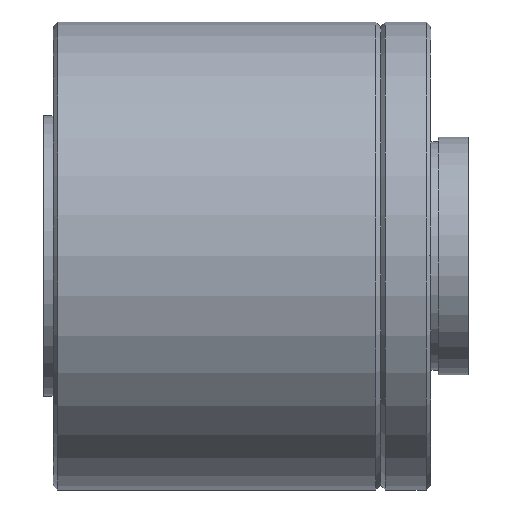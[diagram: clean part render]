
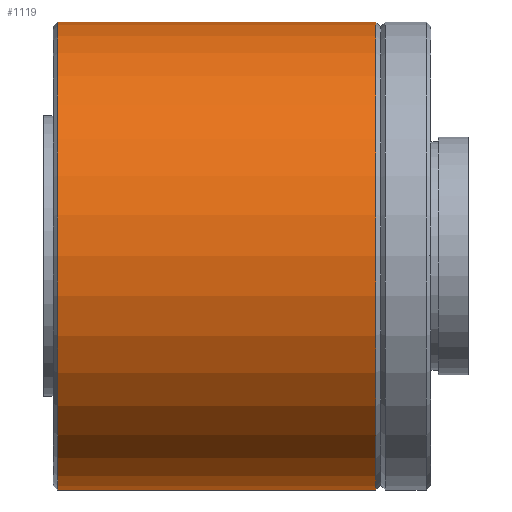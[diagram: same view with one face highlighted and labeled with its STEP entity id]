
A CAD part, top view. The second image highlights one B-rep face of the part: STEP entity #1119.
In plain terms, the highlighted cylindrical face has radius 25 mm (diameter 50 mm), a partial arc.
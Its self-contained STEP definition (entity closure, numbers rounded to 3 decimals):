
#1054 = VERTEX_POINT ( 'NONE', #3065 ) ;
#1057 = VERTEX_POINT ( 'NONE', #3066 ) ;
#1059 = VERTEX_POINT ( 'NONE', #3140 ) ;
#1062 = VERTEX_POINT ( 'NONE', #3199 ) ;
#1100 = EDGE_CURVE ( 'NONE', #1062, #1054, #3159, .T. ) ;
#1119 = ADVANCED_FACE ( 'NONE', ( #3113 ), #3112, .T. ) ;
#1120 = EDGE_LOOP ( 'NONE', ( #1121, #1122, #1225, #1226 ) ) ;
#1121 = ORIENTED_EDGE ( 'NONE', *, *, #1100, .T. ) ;
#1122 = ORIENTED_EDGE ( 'NONE', *, *, #1123, .T. ) ;
#1123 = EDGE_CURVE ( 'NONE', #1054, #1059, #3438, .T. ) ;
#1137 = EDGE_CURVE ( 'NONE', #1059, #1057, #3374, .T. ) ;
#1191 = EDGE_CURVE ( 'NONE', #1062, #1057, #3308, .T. ) ;
#1225 = ORIENTED_EDGE ( 'NONE', *, *, #1137, .T. ) ;
#1226 = ORIENTED_EDGE ( 'NONE', *, *, #1191, .F. ) ;
#3065 = CARTESIAN_POINT ( 'NONE',  ( -30.996, -25., 0. ) ) ;
#3066 = CARTESIAN_POINT ( 'NONE',  ( 3.004, 25., 0. ) ) ;
#3108 = DIRECTION ( 'NONE',  ( 0., 1., 0. ) ) ;
#3109 = DIRECTION ( 'NONE',  ( 1., 0., 0. ) ) ;
#3110 = CARTESIAN_POINT ( 'NONE',  ( -32.496, 0., 0. ) ) ;
#3111 = AXIS2_PLACEMENT_3D ( 'NONE', #3110, #3109, #3108 ) ;
#3112 = CYLINDRICAL_SURFACE ( 'NONE', #3111, 25. ) ;
#3113 = FACE_OUTER_BOUND ( 'NONE', #1120, .T. ) ;
#3140 = CARTESIAN_POINT ( 'NONE',  ( 3.004, -25., 0. ) ) ;
#3155 = DIRECTION ( 'NONE',  ( 0., -1., 0. ) ) ;
#3156 = DIRECTION ( 'NONE',  ( 1., 0., 0. ) ) ;
#3157 = CARTESIAN_POINT ( 'NONE',  ( -30.996, 0., 0. ) ) ;
#3158 = AXIS2_PLACEMENT_3D ( 'NONE', #3157, #3156, #3155 ) ;
#3159 = CIRCLE ( 'NONE', #3158, 25. ) ;
#3199 = CARTESIAN_POINT ( 'NONE',  ( -30.996, 25., 0. ) ) ;
#3297 = CARTESIAN_POINT ( 'NONE',  ( 3.004, 0., 0. ) ) ;
#3305 = DIRECTION ( 'NONE',  ( 1., 0., 0. ) ) ;
#3306 = VECTOR ( 'NONE', #3305, 1000. ) ;
#3307 = CARTESIAN_POINT ( 'NONE',  ( -32.496, 25., 0. ) ) ;
#3308 = LINE ( 'NONE', #3307, #3306 ) ;
#3371 = DIRECTION ( 'NONE',  ( 0., 1., 0. ) ) ;
#3372 = DIRECTION ( 'NONE',  ( -1., 0., 0. ) ) ;
#3373 = AXIS2_PLACEMENT_3D ( 'NONE', #3297, #3372, #3371 ) ;
#3374 = CIRCLE ( 'NONE', #3373, 25. ) ;
#3435 = DIRECTION ( 'NONE',  ( 1., 0., 0. ) ) ;
#3436 = VECTOR ( 'NONE', #3435, 1000. ) ;
#3437 = CARTESIAN_POINT ( 'NONE',  ( -32.496, -25., 0. ) ) ;
#3438 = LINE ( 'NONE', #3437, #3436 ) ;
